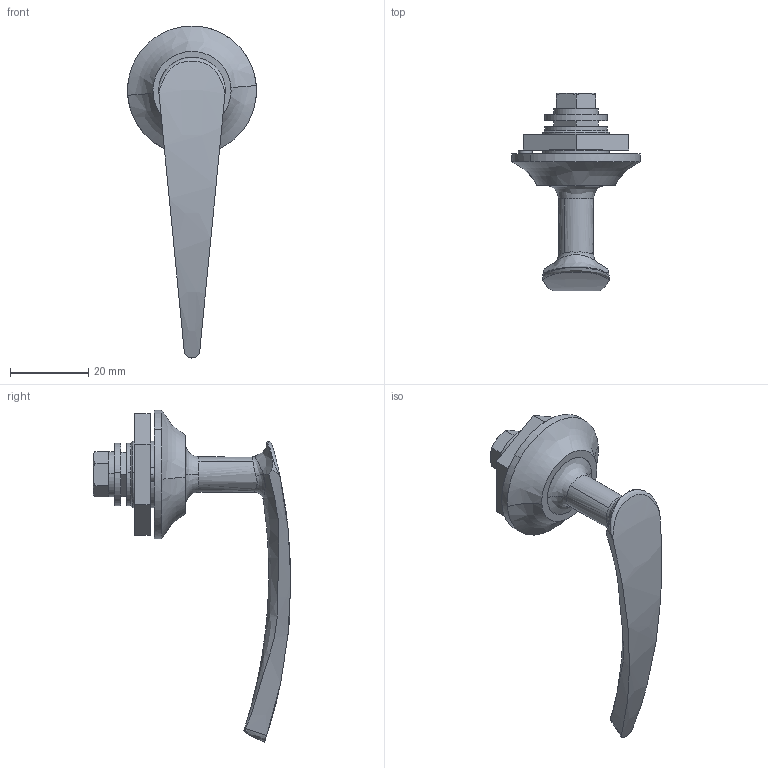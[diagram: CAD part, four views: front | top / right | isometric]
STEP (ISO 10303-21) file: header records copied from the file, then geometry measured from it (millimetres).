
FILE_DESCRIPTION((''),'2;1');
FILE_NAME('','2008-05-08T15:47:52',(''),(''),'','CADfix','');
FILE_SCHEMA(('AUTOMOTIVE_DESIGN { 1 0 10303 214 1 1 1 1 }'));
Length unit declared in the file: millimetre
Bounding box: 33 x 50.63 x 85 mm (x, y, z)
Volume: 13056.5 mm3; surface area: 9396.8 mm2
Topology: 7 solids, 7 shells, 117 faces, 359 edges, 260 vertices
Faces by surface type: bspline 117
Entity records: 6953 total; most frequent: CARTESIAN_POINT 4858, ORIENTED_EDGE 712, EDGE_CURVE 356, VERTEX_POINT 260, QUASI_UNIFORM_CURVE 149, EDGE_LOOP 134, FACE_OUTER_BOUND 117, ADVANCED_FACE 117
